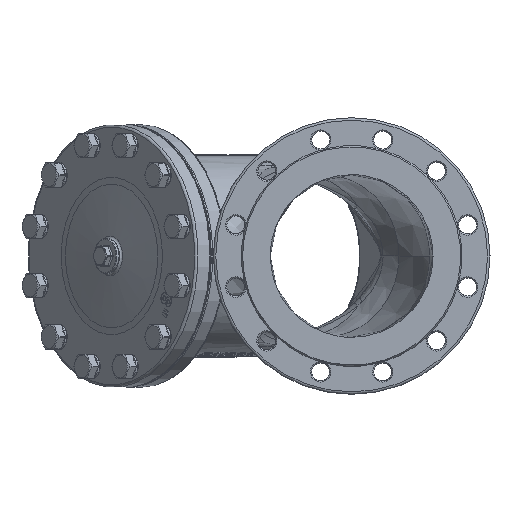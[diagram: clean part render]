
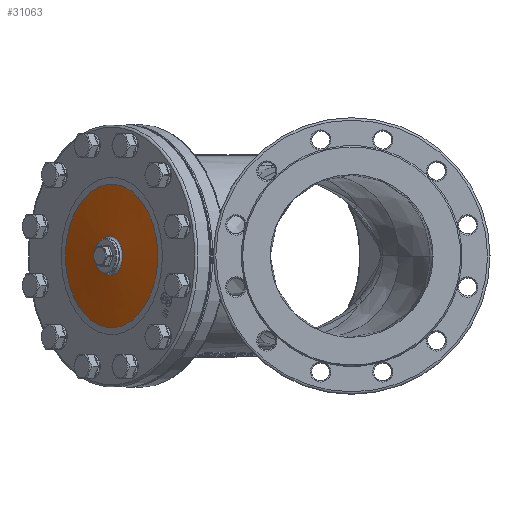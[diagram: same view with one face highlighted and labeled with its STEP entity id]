
A CAD part, left-side view. The second image highlights one B-rep face of the part: STEP entity #31063.
In plain terms, the highlighted conical face has half-angle 87.58 degrees and reference radius 56.319 mm.
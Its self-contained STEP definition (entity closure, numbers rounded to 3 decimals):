
#1372=FACE_BOUND('',#8047,.T.);
#6128=FACE_OUTER_BOUND('',#8046,.T.);
#8046=EDGE_LOOP('',(#21018,#21019));
#8047=EDGE_LOOP('',(#21020));
#10198=CIRCLE('',#33169,24.358);
#10199=CIRCLE('',#33171,88.28);
#10200=CIRCLE('',#33172,88.28);
#12884=VERTEX_POINT('',#44105);
#12885=VERTEX_POINT('',#44108);
#12886=VERTEX_POINT('',#44109);
#16043=EDGE_CURVE('',#12884,#12884,#10198,.T.);
#16044=EDGE_CURVE('',#12885,#12886,#10199,.T.);
#16045=EDGE_CURVE('',#12886,#12885,#10200,.T.);
#21018=ORIENTED_EDGE('',*,*,#16044,.F.);
#21019=ORIENTED_EDGE('',*,*,#16045,.F.);
#21020=ORIENTED_EDGE('',*,*,#16043,.T.);
#28922=CONICAL_SURFACE('',#33170,56.319,87.58);
#31063=ADVANCED_FACE('',(#6128,#1372),#28922,.T.);
#33169=AXIS2_PLACEMENT_3D('',#44106,#36018,#36019);
#33170=AXIS2_PLACEMENT_3D('',#44107,#36020,#36021);
#33171=AXIS2_PLACEMENT_3D('',#44110,#36022,#36023);
#33172=AXIS2_PLACEMENT_3D('',#44111,#36024,#36025);
#36018=DIRECTION('center_axis',(0.643,-0.766,0.));
#36019=DIRECTION('ref_axis',(0.542,0.455,0.707));
#36020=DIRECTION('center_axis',(0.643,-0.766,0.));
#36021=DIRECTION('ref_axis',(-0.542,-0.455,-0.707));
#36022=DIRECTION('center_axis',(0.643,-0.766,0.));
#36023=DIRECTION('ref_axis',(-0.542,-0.455,-0.707));
#36024=DIRECTION('center_axis',(0.643,-0.766,0.));
#36025=DIRECTION('ref_axis',(-0.542,-0.455,-0.707));
#44105=CARTESIAN_POINT('',(-236.13,308.204,17.223));
#44106=CARTESIAN_POINT('Origin',(-249.324,297.133,0.));
#44107=CARTESIAN_POINT('Origin',(-248.456,296.098,0.));
#44108=CARTESIAN_POINT('',(-199.769,335.189,62.424));
#44109=CARTESIAN_POINT('',(-295.407,254.939,62.424));
#44110=CARTESIAN_POINT('Origin',(-247.588,295.064,0.));
#44111=CARTESIAN_POINT('Origin',(-247.588,295.064,0.));
